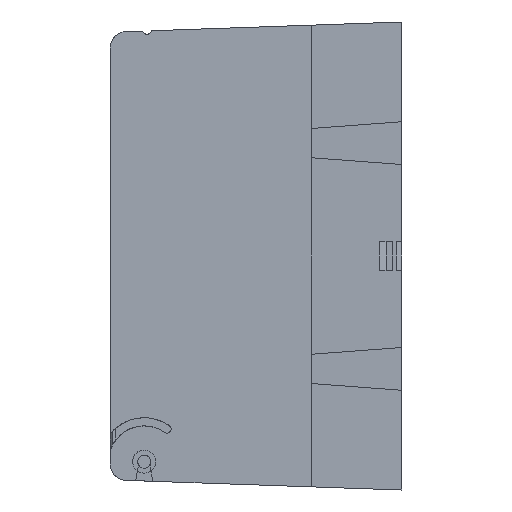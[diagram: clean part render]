
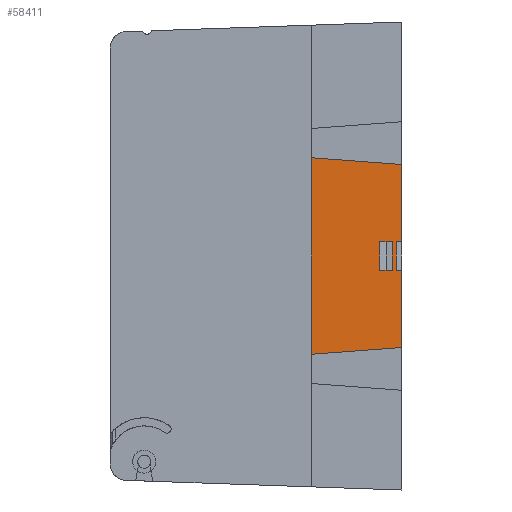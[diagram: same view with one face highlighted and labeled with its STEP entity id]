
A CAD part, left-side view. The second image highlights one B-rep face of the part: STEP entity #58411.
In plain terms, the highlighted planar face has unit normal (-1, 0, 0).
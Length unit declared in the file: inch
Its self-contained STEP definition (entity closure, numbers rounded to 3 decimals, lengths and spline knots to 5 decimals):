
#2320 = CARTESIAN_POINT ( 'NONE',  ( -6.525, 0.065, -0.175 ) ) ;
#2795 = DIRECTION ( 'NONE',  ( 1., 0., 0. ) ) ;
#2980 = CARTESIAN_POINT ( 'NONE',  ( -6.525, 0., -0.175 ) ) ;
#3502 = EDGE_CURVE ( 'NONE', #57781, #28076, #72797, .T. ) ;
#3640 = VECTOR ( 'NONE', #39945, 39.37008 ) ;
#4310 = CARTESIAN_POINT ( 'NONE',  ( -6.525, 0., 1.115 ) ) ;
#5096 = CARTESIAN_POINT ( 'NONE',  ( -6.525, 0., 0.175 ) ) ;
#6132 = DIRECTION ( 'NONE',  ( 0., 0., 1. ) ) ;
#9127 = CARTESIAN_POINT ( 'NONE',  ( -6.525, 0., -1.115 ) ) ;
#9666 = LINE ( 'NONE', #83910, #26943 ) ;
#9825 = CARTESIAN_POINT ( 'NONE',  ( -6.525, 0.065, 0.175 ) ) ;
#10267 = VERTEX_POINT ( 'NONE', #9825 ) ;
#10791 = DIRECTION ( 'NONE',  ( 0., -0.997, 0.074 ) ) ;
#13208 = ORIENTED_EDGE ( 'NONE', *, *, #89691, .F. ) ;
#13294 = EDGE_CURVE ( 'NONE', #66472, #88029, #72216, .T. ) ;
#15501 = LINE ( 'NONE', #88087, #34984 ) ;
#17763 = VECTOR ( 'NONE', #50077, 39.37008 ) ;
#18883 = ORIENTED_EDGE ( 'NONE', *, *, #87474, .F. ) ;
#19916 = DIRECTION ( 'NONE',  ( 0., 0., -1. ) ) ;
#21372 = VERTEX_POINT ( 'NONE', #2320 ) ;
#22811 = CARTESIAN_POINT ( 'NONE',  ( -6.525, 0.115, 0.175 ) ) ;
#23215 = CARTESIAN_POINT ( 'NONE',  ( -6.525, 0., 0.175 ) ) ;
#25820 = CARTESIAN_POINT ( 'NONE',  ( -6.525, 0.26794, -0.175 ) ) ;
#26943 = VECTOR ( 'NONE', #10791, 39.37008 ) ;
#27096 = EDGE_LOOP ( 'NONE', ( #13208, #33625, #55906, #41910, #18883, #37901, #52039, #63436 ) ) ;
#28058 = CARTESIAN_POINT ( 'NONE',  ( -6.525, 0.115, -0.175 ) ) ;
#28072 = CARTESIAN_POINT ( 'NONE',  ( -6.525, 0., -0.175 ) ) ;
#28076 = VERTEX_POINT ( 'NONE', #79399 ) ;
#29093 = VERTEX_POINT ( 'NONE', #25820 ) ;
#29163 = ORIENTED_EDGE ( 'NONE', *, *, #46381, .T. ) ;
#29303 = ORIENTED_EDGE ( 'NONE', *, *, #83704, .F. ) ;
#29368 = LINE ( 'NONE', #48077, #46498 ) ;
#31318 = ORIENTED_EDGE ( 'NONE', *, *, #72759, .F. ) ;
#32809 = VERTEX_POINT ( 'NONE', #2980 ) ;
#33625 = ORIENTED_EDGE ( 'NONE', *, *, #77595, .F. ) ;
#34984 = VECTOR ( 'NONE', #65615, 39.37008 ) ;
#36796 = VECTOR ( 'NONE', #50439, 39.37008 ) ;
#36896 = LINE ( 'NONE', #56397, #56407 ) ;
#37901 = ORIENTED_EDGE ( 'NONE', *, *, #13294, .F. ) ;
#38835 = VECTOR ( 'NONE', #81909, 39.37008 ) ;
#39086 = LINE ( 'NONE', #94754, #36796 ) ;
#39945 = DIRECTION ( 'NONE',  ( 0., 0., -1. ) ) ;
#41568 = DIRECTION ( 'NONE',  ( 0., -1., 0. ) ) ;
#41910 = ORIENTED_EDGE ( 'NONE', *, *, #56508, .T. ) ;
#43758 = VERTEX_POINT ( 'NONE', #57099 ) ;
#45376 = CARTESIAN_POINT ( 'NONE',  ( -6.525, 0., 1.115 ) ) ;
#46381 = EDGE_CURVE ( 'NONE', #29093, #57781, #39086, .T. ) ;
#46498 = VECTOR ( 'NONE', #84730, 39.37008 ) ;
#46753 = CARTESIAN_POINT ( 'NONE',  ( -6.525, 0., 6.44233 ) ) ;
#48077 = CARTESIAN_POINT ( 'NONE',  ( -6.525, 0.065, -0.175 ) ) ;
#48102 = VECTOR ( 'NONE', #41568, 39.37008 ) ;
#48367 = EDGE_CURVE ( 'NONE', #66472, #43758, #81793, .T. ) ;
#50077 = DIRECTION ( 'NONE',  ( 0., -1., 0. ) ) ;
#50439 = DIRECTION ( 'NONE',  ( 0., 0., 1. ) ) ;
#52039 = ORIENTED_EDGE ( 'NONE', *, *, #48367, .T. ) ;
#54133 = DIRECTION ( 'NONE',  ( 0., 0., -1. ) ) ;
#55906 = ORIENTED_EDGE ( 'NONE', *, *, #76653, .T. ) ;
#56397 = CARTESIAN_POINT ( 'NONE',  ( -6.525, 0., 6.44233 ) ) ;
#56407 = VECTOR ( 'NONE', #19916, 39.37008 ) ;
#56508 = EDGE_CURVE ( 'NONE', #10267, #90687, #75599, .T. ) ;
#56716 = LINE ( 'NONE', #28072, #17763 ) ;
#57099 = CARTESIAN_POINT ( 'NONE',  ( -6.525, 1.1, -1.19653 ) ) ;
#57574 = FACE_OUTER_BOUND ( 'NONE', #27096, .T. ) ;
#57781 = VERTEX_POINT ( 'NONE', #81310 ) ;
#58411 = ADVANCED_FACE ( 'NONE', ( #57574, #74832 ), #61190, .F. ) ;
#61190 = PLANE ( 'NONE',  #65488 ) ;
#62553 = CARTESIAN_POINT ( 'NONE',  ( -6.525, 1.1, 1.19653 ) ) ;
#63436 = ORIENTED_EDGE ( 'NONE', *, *, #64544, .T. ) ;
#64544 = EDGE_CURVE ( 'NONE', #43758, #83462, #9666, .T. ) ;
#64555 = EDGE_LOOP ( 'NONE', ( #31318, #29163, #73926, #29303 ) ) ;
#64711 = VECTOR ( 'NONE', #74135, 39.37008 ) ;
#65488 = AXIS2_PLACEMENT_3D ( 'NONE', #46753, #2795, #54133 ) ;
#65615 = DIRECTION ( 'NONE',  ( 0., 0., -1. ) ) ;
#66472 = VERTEX_POINT ( 'NONE', #62553 ) ;
#70007 = LINE ( 'NONE', #92931, #48102 ) ;
#72216 = LINE ( 'NONE', #45376, #91679 ) ;
#72759 = EDGE_CURVE ( 'NONE', #29093, #87489, #70007, .T. ) ;
#72797 = LINE ( 'NONE', #22811, #64711 ) ;
#73926 = ORIENTED_EDGE ( 'NONE', *, *, #3502, .T. ) ;
#74135 = DIRECTION ( 'NONE',  ( 0., -1., 0. ) ) ;
#74832 = FACE_BOUND ( 'NONE', #64555, .T. ) ;
#75599 = LINE ( 'NONE', #23215, #38835 ) ;
#76526 = VECTOR ( 'NONE', #6132, 39.37008 ) ;
#76653 = EDGE_CURVE ( 'NONE', #21372, #10267, #29368, .T. ) ;
#77595 = EDGE_CURVE ( 'NONE', #21372, #32809, #56716, .T. ) ;
#78840 = LINE ( 'NONE', #28058, #76526 ) ;
#78905 = CARTESIAN_POINT ( 'NONE',  ( -6.525, 0.115, -0.175 ) ) ;
#79399 = CARTESIAN_POINT ( 'NONE',  ( -6.525, 0.115, 0.175 ) ) ;
#81310 = CARTESIAN_POINT ( 'NONE',  ( -6.525, 0.26794, 0.175 ) ) ;
#81793 = LINE ( 'NONE', #83963, #3640 ) ;
#81909 = DIRECTION ( 'NONE',  ( 0., -1., 0. ) ) ;
#83462 = VERTEX_POINT ( 'NONE', #9127 ) ;
#83704 = EDGE_CURVE ( 'NONE', #87489, #28076, #78840, .T. ) ;
#83910 = CARTESIAN_POINT ( 'NONE',  ( -6.525, -0.55706, -1.07371 ) ) ;
#83963 = CARTESIAN_POINT ( 'NONE',  ( -6.525, 1.1, 6.44233 ) ) ;
#84730 = DIRECTION ( 'NONE',  ( 0., 0., 1. ) ) ;
#87474 = EDGE_CURVE ( 'NONE', #88029, #90687, #36896, .T. ) ;
#87489 = VERTEX_POINT ( 'NONE', #78905 ) ;
#88029 = VERTEX_POINT ( 'NONE', #4310 ) ;
#88087 = CARTESIAN_POINT ( 'NONE',  ( -6.525, 0., 6.44233 ) ) ;
#89394 = DIRECTION ( 'NONE',  ( 0., -0.997, -0.074 ) ) ;
#89691 = EDGE_CURVE ( 'NONE', #32809, #83462, #15501, .T. ) ;
#90687 = VERTEX_POINT ( 'NONE', #5096 ) ;
#91679 = VECTOR ( 'NONE', #89394, 39.37008 ) ;
#92931 = CARTESIAN_POINT ( 'NONE',  ( -6.525, 0.115, -0.175 ) ) ;
#94754 = CARTESIAN_POINT ( 'NONE',  ( -6.525, 0.26794, -0.175 ) ) ;
